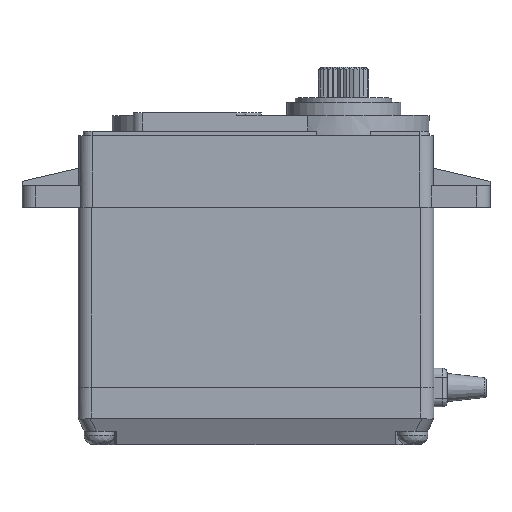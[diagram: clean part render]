
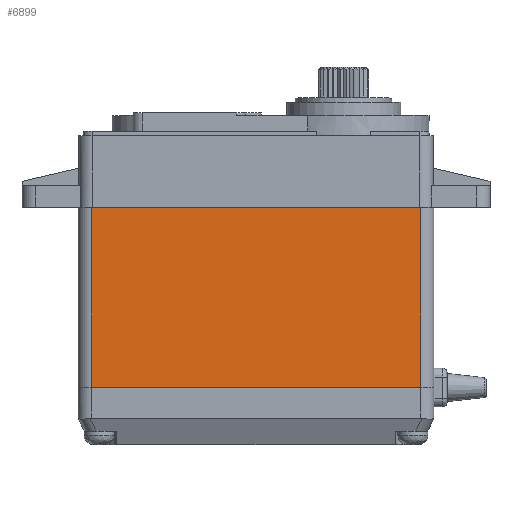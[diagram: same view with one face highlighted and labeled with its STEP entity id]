
A CAD part, top view. The second image highlights one B-rep face of the part: STEP entity #6899.
In plain terms, the highlighted planar face has unit normal (0, 0, 1).
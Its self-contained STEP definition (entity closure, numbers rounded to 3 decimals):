
#2355=DIRECTION('',(0.,1.,0.));
#2356=VECTOR('',#2355,20.5);
#2357=CARTESIAN_POINT('',(18.8,-20.5,9.8));
#2358=LINE('',#2357,#2356);
#2363=DIRECTION('',(1.,0.,0.));
#2364=VECTOR('',#2363,37.6);
#2365=CARTESIAN_POINT('',(-18.8,-20.5,9.8));
#2366=LINE('',#2365,#2364);
#2367=DIRECTION('',(-1.,0.,0.));
#2368=VECTOR('',#2367,37.6);
#2369=CARTESIAN_POINT('',(18.8,0.,9.8));
#2370=LINE('',#2369,#2368);
#2375=DIRECTION('',(0.,-1.,0.));
#2376=VECTOR('',#2375,20.5);
#2377=CARTESIAN_POINT('',(-18.8,0.,9.8));
#2378=LINE('',#2377,#2376);
#2693=CARTESIAN_POINT('',(18.8,0.,9.8));
#2695=VERTEX_POINT('',#2693);
#2697=CARTESIAN_POINT('',(-18.8,0.,9.8));
#2698=VERTEX_POINT('',#2697);
#2709=CARTESIAN_POINT('',(18.8,-20.5,9.8));
#2711=VERTEX_POINT('',#2709);
#2713=CARTESIAN_POINT('',(-18.8,-20.5,9.8));
#2714=VERTEX_POINT('',#2713);
#6887=CARTESIAN_POINT('',(0.,-10.25,9.8));
#6888=DIRECTION('',(0.,0.,1.));
#6889=DIRECTION('',(1.,0.,0.));
#6890=AXIS2_PLACEMENT_3D('',#6887,#6888,#6889);
#6891=PLANE('',#6890);
#6892=ORIENTED_EDGE('',*,*,#6873,.F.);
#6893=ORIENTED_EDGE('',*,*,#5650,.F.);
#6895=ORIENTED_EDGE('',*,*,#6894,.F.);
#6896=ORIENTED_EDGE('',*,*,#6845,.F.);
#6897=EDGE_LOOP('',(#6892,#6893,#6895,#6896));
#6898=FACE_OUTER_BOUND('',#6897,.F.);
#6899=ADVANCED_FACE('',(#6898),#6891,.T.);
#5650=EDGE_CURVE('',#2714,#2711,#2366,.T.);
#6845=EDGE_CURVE('',#2695,#2698,#2370,.T.);
#6873=EDGE_CURVE('',#2711,#2695,#2358,.T.);
#6894=EDGE_CURVE('',#2698,#2714,#2378,.T.);
